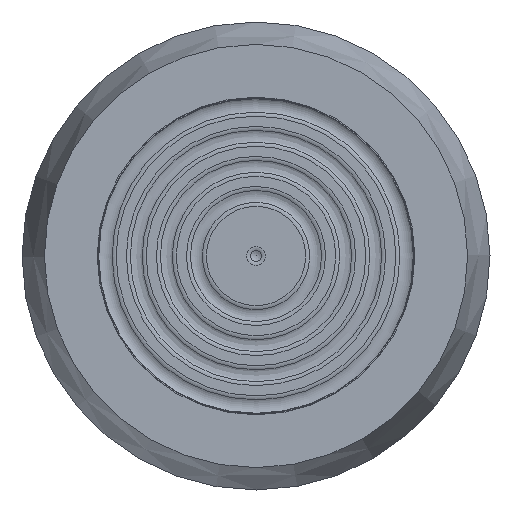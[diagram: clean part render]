
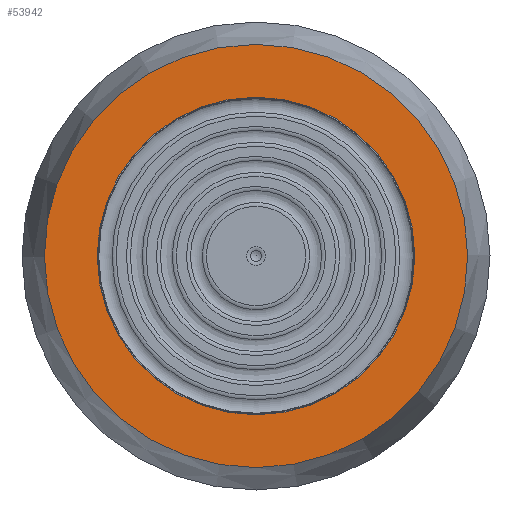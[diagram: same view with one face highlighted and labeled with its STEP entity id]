
A CAD part, left-side view. The second image highlights one B-rep face of the part: STEP entity #53942.
In plain terms, the highlighted planar face has unit normal (-1, 0, 0).
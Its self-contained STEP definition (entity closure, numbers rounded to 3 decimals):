
#1115=FACE_BOUND('',#8750,.T.);
#3066=PLANE('',#58229);
#5880=FACE_OUTER_BOUND('',#8749,.T.);
#8749=EDGE_LOOP('',(#50193));
#8750=EDGE_LOOP('',(#50194));
#9749=CIRCLE('',#58221,19.);
#9754=CIRCLE('',#58230,25.321);
#25785=VERTEX_POINT('',#120904);
#25788=VERTEX_POINT('',#120917);
#33930=EDGE_CURVE('',#25785,#25785,#9749,.T.);
#33936=EDGE_CURVE('',#25788,#25788,#9754,.T.);
#50193=ORIENTED_EDGE('',*,*,#33936,.F.);
#50194=ORIENTED_EDGE('',*,*,#33930,.T.);
#53942=ADVANCED_FACE('',(#5880,#1115),#3066,.T.);
#58221=AXIS2_PLACEMENT_3D('',#120905,#70922,#70923);
#58229=AXIS2_PLACEMENT_3D('',#120916,#70939,#70940);
#58230=AXIS2_PLACEMENT_3D('',#120918,#70941,#70942);
#70922=DIRECTION('center_axis',(1.,0.,0.));
#70923=DIRECTION('ref_axis',(0.,1.,0.));
#70939=DIRECTION('center_axis',(-1.,0.,0.));
#70940=DIRECTION('ref_axis',(0.,0.,1.));
#70941=DIRECTION('center_axis',(1.,0.,0.));
#70942=DIRECTION('ref_axis',(0.,0.,-1.));
#120904=CARTESIAN_POINT('',(-37.,-19.,0.));
#120905=CARTESIAN_POINT('Origin',(-37.,0.,0.));
#120916=CARTESIAN_POINT('Origin',(-37.,25.321,0.));
#120917=CARTESIAN_POINT('',(-37.,-25.321,0.));
#120918=CARTESIAN_POINT('Origin',(-37.,0.,0.));
